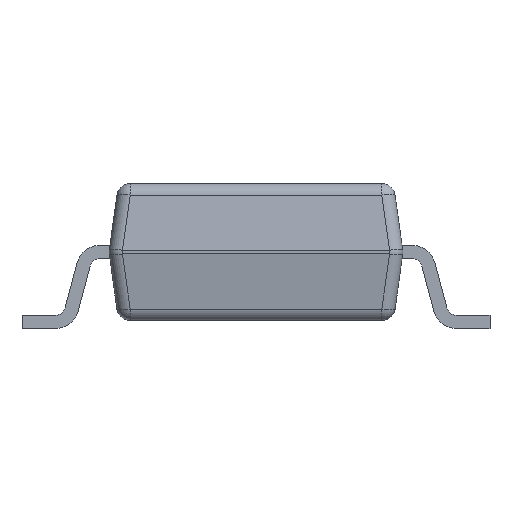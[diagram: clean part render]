
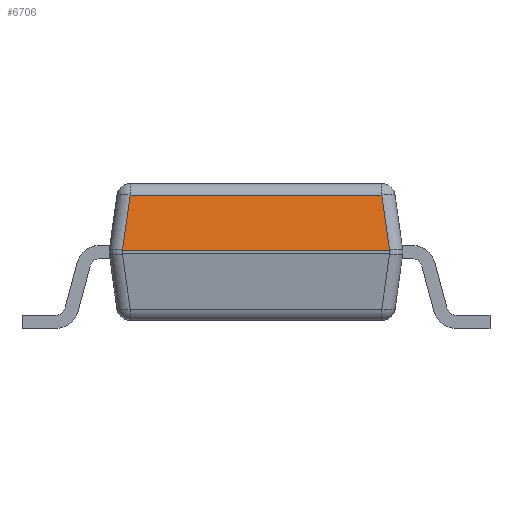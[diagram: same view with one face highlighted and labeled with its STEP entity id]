
A CAD part, left-side view. The second image highlights one B-rep face of the part: STEP entity #6706.
In plain terms, the highlighted planar face has unit normal (-0.99, 0, 0.139).
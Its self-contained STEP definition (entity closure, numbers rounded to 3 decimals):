
#1259 = VECTOR ( 'NONE', #4441, 1000. ) ;
#2295 = EDGE_CURVE ( 'NONE', #8858, #13938, #12467, .T. ) ;
#2386 = FACE_OUTER_BOUND ( 'NONE', #22361, .T. ) ;
#2489 = DIRECTION ( 'NONE',  ( -0.138, 0.138, -0.981 ) ) ;
#3475 = ORIENTED_EDGE ( 'NONE', *, *, #21678, .T. ) ;
#3812 = PLANE ( 'NONE',  #12593 ) ;
#4441 = DIRECTION ( 'NONE',  ( 0., 1., 0. ) ) ;
#5191 = ORIENTED_EDGE ( 'NONE', *, *, #2295, .T. ) ;
#6601 = CARTESIAN_POINT ( 'NONE',  ( -5.03, -1.882, 1.998 ) ) ;
#6706 = ADVANCED_FACE ( 'NONE', ( #2386 ), #3812, .T. ) ;
#6732 = CARTESIAN_POINT ( 'NONE',  ( -5.146, 0., 1.173 ) ) ;
#7998 = EDGE_CURVE ( 'NONE', #18502, #8858, #15061, .T. ) ;
#8144 = DIRECTION ( 'NONE',  ( 0., 1., 0. ) ) ;
#8206 = VECTOR ( 'NONE', #18136, 1000. ) ;
#8404 = CARTESIAN_POINT ( 'NONE',  ( -5.03, 1.882, 1.998 ) ) ;
#8858 = VERTEX_POINT ( 'NONE', #11803 ) ;
#9750 = ORIENTED_EDGE ( 'NONE', *, *, #15542, .T. ) ;
#10418 = LINE ( 'NONE', #17953, #22483 ) ;
#11112 = VECTOR ( 'NONE', #2489, 1000. ) ;
#11803 = CARTESIAN_POINT ( 'NONE',  ( -5.146, 1.998, 1.173 ) ) ;
#11979 = ORIENTED_EDGE ( 'NONE', *, *, #7998, .T. ) ;
#12467 = LINE ( 'NONE', #6732, #8206 ) ;
#12593 = AXIS2_PLACEMENT_3D ( 'NONE', #15564, #13525, #8144 ) ;
#13086 = CARTESIAN_POINT ( 'NONE',  ( -5.146, -1.998, 1.173 ) ) ;
#13525 = DIRECTION ( 'NONE',  ( -0.99, 0., 0.139 ) ) ;
#13938 = VERTEX_POINT ( 'NONE', #13086 ) ;
#14089 = DIRECTION ( 'NONE',  ( 0.138, 0.138, 0.981 ) ) ;
#14473 = VERTEX_POINT ( 'NONE', #6601 ) ;
#15061 = LINE ( 'NONE', #18661, #11112 ) ;
#15542 = EDGE_CURVE ( 'NONE', #14473, #18502, #22263, .T. ) ;
#15564 = CARTESIAN_POINT ( 'NONE',  ( -5.006, 0., 2.17 ) ) ;
#17953 = CARTESIAN_POINT ( 'NONE',  ( -4.971, -1.823, 2.421 ) ) ;
#18136 = DIRECTION ( 'NONE',  ( 0., -1., 0. ) ) ;
#18502 = VERTEX_POINT ( 'NONE', #8404 ) ;
#18661 = CARTESIAN_POINT ( 'NONE',  ( -4.971, 1.823, 2.421 ) ) ;
#21678 = EDGE_CURVE ( 'NONE', #13938, #14473, #10418, .T. ) ;
#22263 = LINE ( 'NONE', #22507, #1259 ) ;
#22361 = EDGE_LOOP ( 'NONE', ( #9750, #11979, #5191, #3475 ) ) ;
#22483 = VECTOR ( 'NONE', #14089, 1000. ) ;
#22507 = CARTESIAN_POINT ( 'NONE',  ( -5.03, 0., 1.998 ) ) ;
